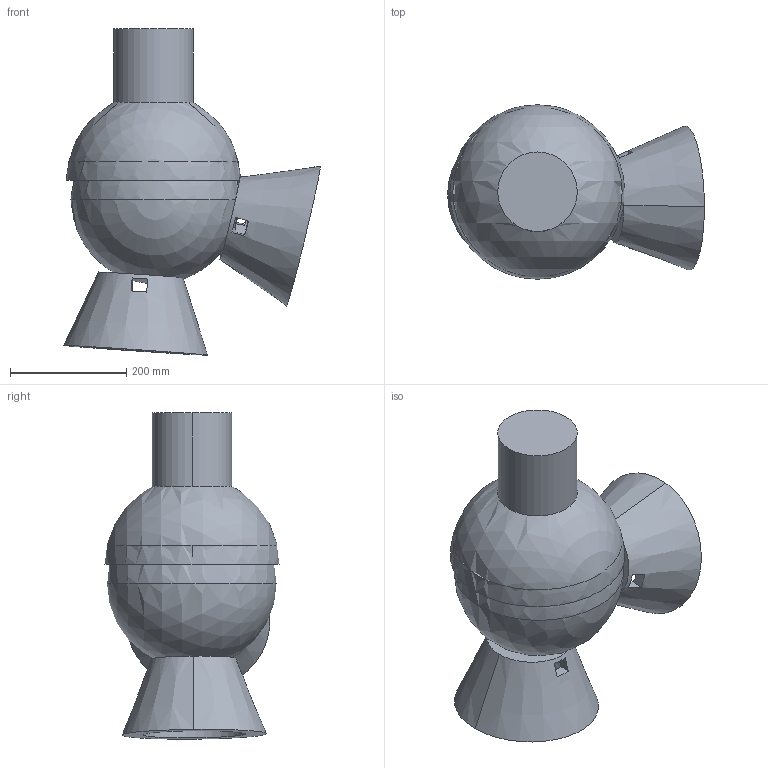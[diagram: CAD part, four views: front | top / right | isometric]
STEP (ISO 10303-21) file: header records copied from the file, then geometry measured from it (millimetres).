
FILE_DESCRIPTION((''),'2;1');
FILE_NAME('ASM0001_ASM','2020-10-04T22:41:16',('saahi'),(''),'CREO PARAMETRIC BY PTC INC, 2019224','CREO PARAMETRIC BY PTC INC, 2019224','');
FILE_SCHEMA(('CONFIG_CONTROL_DESIGN'));
Length unit declared in the file: millimetre
Products named in the file (4): CUP; SPHJOINT; NEW; ASM0001_ASM
Assembly tree (4 placements, depth 2):
  ASM0001_ASM
    CUP
    SPHJOINT
    NEW  x2
Bounding box: 441.49 x 300 x 561.32 mm (x, y, z)
Volume: 22688820.6 mm3; surface area: 982648 mm2
Topology: 4 solids, 4 shells, 45 faces, 112 edges, 72 vertices
Faces by surface type: plane 24, cylinder 10, cone 8, sphere 3
Entity records: 972 total; most frequent: CARTESIAN_POINT 183, DIRECTION 166, ORIENTED_EDGE 128, AXIS2_PLACEMENT_3D 73, EDGE_CURVE 64, VERTEX_POINT 44, EDGE_LOOP 36, CIRCLE 36
